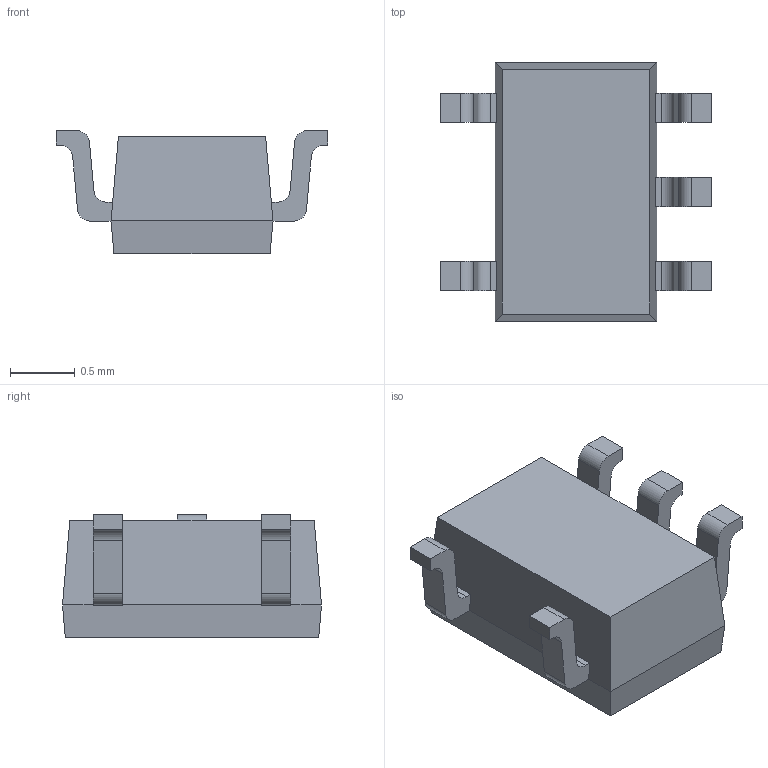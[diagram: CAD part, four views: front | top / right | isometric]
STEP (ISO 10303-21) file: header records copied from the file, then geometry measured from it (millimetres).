
FILE_DESCRIPTION((''),'2;1');
FILE_NAME('CDSOT353-T05','2012-07-20T',('ryans'),('Bourns, Inc.'),'PRO/ENGINEER BY PARAMETRIC TECHNOLOGY CORPORATION, 2010100','PRO/ENGINEER BY PARAMETRIC TECHNOLOGY CORPORATION, 2010100','');
FILE_SCHEMA(('CONFIG_CONTROL_DESIGN'));
Length unit declared in the file: millimetre
Products named in the file (1): CDSOT353-T05
Bounding box: 2.1 x 2 x 0.95 mm (x, y, z)
Volume: 2.3 mm3; surface area: 13.4 mm2
Topology: 1 solids, 1 shells, 75 faces, 215 edges, 142 vertices
Faces by surface type: plane 55, cylinder 20
Entity records: 2475 total; most frequent: CARTESIAN_POINT 432, ORIENTED_EDGE 430, DIRECTION 405, EDGE_CURVE 215, VECTOR 175, LINE 175, VERTEX_POINT 142, AXIS2_PLACEMENT_3D 115
